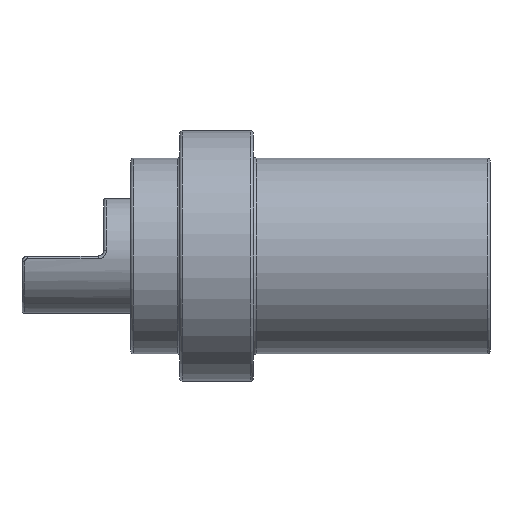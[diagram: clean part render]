
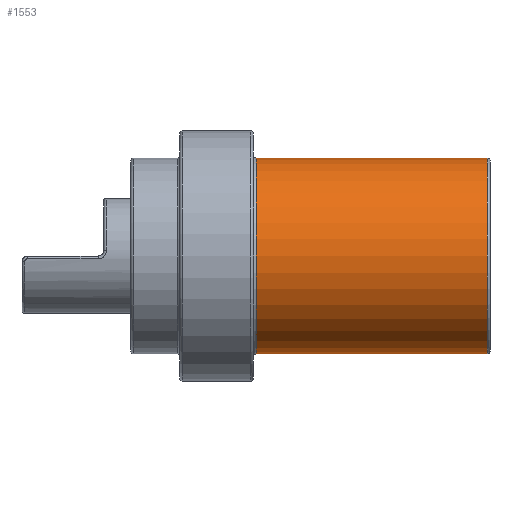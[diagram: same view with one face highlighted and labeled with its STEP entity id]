
A CAD part, left-side view. The second image highlights one B-rep face of the part: STEP entity #1553.
In plain terms, the highlighted cylindrical face has radius 3.6 mm (diameter 7.2 mm), a partial arc.
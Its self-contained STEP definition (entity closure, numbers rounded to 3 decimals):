
#73=CYLINDRICAL_SURFACE('',#1741,3.6);
#123=LINE('',#2577,#197);
#131=LINE('',#2623,#205);
#197=VECTOR('',#2031,10.);
#205=VECTOR('',#2095,10.);
#309=FACE_OUTER_BOUND('',#417,.T.);
#417=EDGE_LOOP('',(#1152,#1153,#1154,#1155));
#533=CIRCLE('',#1702,3.6);
#546=CIRCLE('',#1724,3.6);
#671=VERTEX_POINT('',#2546);
#673=VERTEX_POINT('',#2552);
#680=VERTEX_POINT('',#2575);
#688=VERTEX_POINT('',#2600);
#824=EDGE_CURVE('',#671,#673,#533,.T.);
#835=EDGE_CURVE('',#671,#680,#123,.T.);
#847=EDGE_CURVE('',#688,#680,#546,.T.);
#858=EDGE_CURVE('',#673,#688,#131,.T.);
#1152=ORIENTED_EDGE('',*,*,#824,.F.);
#1153=ORIENTED_EDGE('',*,*,#835,.T.);
#1154=ORIENTED_EDGE('',*,*,#847,.F.);
#1155=ORIENTED_EDGE('',*,*,#858,.F.);
#1553=ADVANCED_FACE('',(#309),#73,.T.);
#1702=AXIS2_PLACEMENT_3D('',#2556,#2004,#2005);
#1724=AXIS2_PLACEMENT_3D('',#2602,#2058,#2059);
#1741=AXIS2_PLACEMENT_3D('',#2622,#2093,#2094);
#2004=DIRECTION('center_axis',(0.,1.,0.));
#2005=DIRECTION('ref_axis',(-1.,0.,0.));
#2031=DIRECTION('',(0.,-1.,0.));
#2058=DIRECTION('center_axis',(0.,-1.,0.));
#2059=DIRECTION('ref_axis',(-1.,0.,0.));
#2093=DIRECTION('center_axis',(0.,-1.,0.));
#2094=DIRECTION('ref_axis',(-1.,0.,0.));
#2095=DIRECTION('',(0.,-1.,0.));
#2546=CARTESIAN_POINT('',(-3.224,-0.1,-2.789));
#2552=CARTESIAN_POINT('',(-3.224,-0.1,2.789));
#2556=CARTESIAN_POINT('Origin',(-5.5,-0.1,0.));
#2575=CARTESIAN_POINT('',(-3.224,-8.6,-2.789));
#2577=CARTESIAN_POINT('',(-3.224,0.,-2.789));
#2600=CARTESIAN_POINT('',(-3.224,-8.6,2.789));
#2602=CARTESIAN_POINT('Origin',(-5.5,-8.6,0.));
#2622=CARTESIAN_POINT('Origin',(-5.5,0.,0.));
#2623=CARTESIAN_POINT('',(-3.224,0.,2.789));
